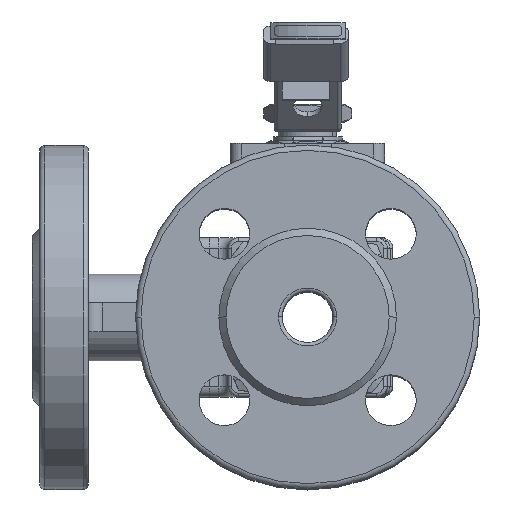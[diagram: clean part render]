
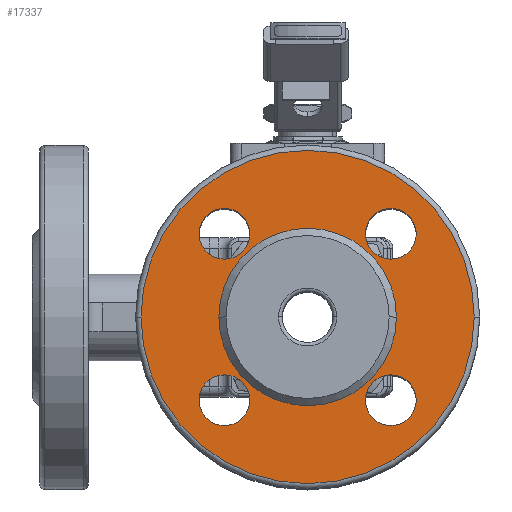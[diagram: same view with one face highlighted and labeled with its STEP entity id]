
A CAD part, top view. The second image highlights one B-rep face of the part: STEP entity #17337.
In plain terms, the highlighted face is planar.
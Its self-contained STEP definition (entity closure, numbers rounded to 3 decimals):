
#547=PLANE('',#19901);
#4465=CIRCLE('',#19830,46.);
#4480=CIRCLE('',#19857,7.);
#4482=CIRCLE('',#19860,7.);
#4484=CIRCLE('',#19863,7.);
#4486=CIRCLE('',#19866,7.);
#4505=CIRCLE('',#19902,24.5);
#4506=CIRCLE('',#19903,24.5);
#4507=CIRCLE('',#19904,7.);
#4508=CIRCLE('',#19905,7.);
#4509=CIRCLE('',#19906,7.);
#4510=CIRCLE('',#19907,7.);
#4511=CIRCLE('',#19908,46.);
#7722=ORIENTED_EDGE('',*,*,#11417,.T.);
#7723=ORIENTED_EDGE('',*,*,#11418,.T.);
#7724=ORIENTED_EDGE('',*,*,#11370,.T.);
#7725=ORIENTED_EDGE('',*,*,#11419,.T.);
#7726=ORIENTED_EDGE('',*,*,#11366,.T.);
#7727=ORIENTED_EDGE('',*,*,#11420,.T.);
#7728=ORIENTED_EDGE('',*,*,#11362,.T.);
#7729=ORIENTED_EDGE('',*,*,#11421,.T.);
#7730=ORIENTED_EDGE('',*,*,#11358,.T.);
#7731=ORIENTED_EDGE('',*,*,#11422,.T.);
#7732=ORIENTED_EDGE('',*,*,#11320,.T.);
#7733=ORIENTED_EDGE('',*,*,#11423,.T.);
#11320=EDGE_CURVE('',#13399,#13397,#4465,.T.);
#11358=EDGE_CURVE('',#13423,#13421,#4480,.T.);
#11362=EDGE_CURVE('',#13427,#13425,#4482,.T.);
#11366=EDGE_CURVE('',#13431,#13429,#4484,.T.);
#11370=EDGE_CURVE('',#13435,#13433,#4486,.T.);
#11417=EDGE_CURVE('',#13467,#13468,#4505,.T.);
#11418=EDGE_CURVE('',#13468,#13467,#4506,.T.);
#11419=EDGE_CURVE('',#13433,#13435,#4507,.T.);
#11420=EDGE_CURVE('',#13429,#13431,#4508,.T.);
#11421=EDGE_CURVE('',#13425,#13427,#4509,.T.);
#11422=EDGE_CURVE('',#13421,#13423,#4510,.T.);
#11423=EDGE_CURVE('',#13397,#13399,#4511,.T.);
#13397=VERTEX_POINT('',#33937);
#13399=VERTEX_POINT('',#33940);
#13421=VERTEX_POINT('',#34011);
#13423=VERTEX_POINT('',#34014);
#13425=VERTEX_POINT('',#34020);
#13427=VERTEX_POINT('',#34023);
#13429=VERTEX_POINT('',#34029);
#13431=VERTEX_POINT('',#34032);
#13433=VERTEX_POINT('',#34038);
#13435=VERTEX_POINT('',#34041);
#13467=VERTEX_POINT('',#34137);
#13468=VERTEX_POINT('',#34138);
#15195=EDGE_LOOP('',(#7722,#7723));
#15196=EDGE_LOOP('',(#7724,#7725));
#15197=EDGE_LOOP('',(#7726,#7727));
#15198=EDGE_LOOP('',(#7728,#7729));
#15199=EDGE_LOOP('',(#7730,#7731));
#15200=EDGE_LOOP('',(#7732,#7733));
#16287=FACE_BOUND('',#15195,.T.);
#16288=FACE_BOUND('',#15196,.T.);
#16289=FACE_BOUND('',#15197,.T.);
#16290=FACE_BOUND('',#15198,.T.);
#16291=FACE_BOUND('',#15199,.T.);
#16292=FACE_BOUND('',#15200,.T.);
#17337=ADVANCED_FACE('',(#16287,#16288,#16289,#16290,#16291,#16292),#547,
 .F.);
#19830=AXIS2_PLACEMENT_3D('',#33939,#22816,#22817);
#19857=AXIS2_PLACEMENT_3D('',#34013,#22893,#22894);
#19860=AXIS2_PLACEMENT_3D('',#34022,#22901,#22902);
#19863=AXIS2_PLACEMENT_3D('',#34031,#22909,#22910);
#19866=AXIS2_PLACEMENT_3D('',#34040,#22917,#22918);
#19901=AXIS2_PLACEMENT_3D('',#34135,#23015,#23016);
#19902=AXIS2_PLACEMENT_3D('',#34136,#23017,#23018);
#19903=AXIS2_PLACEMENT_3D('',#34139,#23019,#23020);
#19904=AXIS2_PLACEMENT_3D('',#34140,#23021,#23022);
#19905=AXIS2_PLACEMENT_3D('',#34141,#23023,#23024);
#19906=AXIS2_PLACEMENT_3D('',#34142,#23025,#23026);
#19907=AXIS2_PLACEMENT_3D('',#34143,#23027,#23028);
#19908=AXIS2_PLACEMENT_3D('',#34144,#23029,#23030);
#22816=DIRECTION('',(1.,0.,0.));
#22817=DIRECTION('',(0.,0.,1.));
#22893=DIRECTION('',(-1.,0.,0.));
#22894=DIRECTION('',(0.,0.,1.));
#22901=DIRECTION('',(-1.,0.,0.));
#22902=DIRECTION('',(0.,0.,1.));
#22909=DIRECTION('',(-1.,0.,0.));
#22910=DIRECTION('',(0.,0.,1.));
#22917=DIRECTION('',(-1.,0.,0.));
#22918=DIRECTION('',(0.,0.,1.));
#23015=DIRECTION('',(-1.,0.,0.));
#23016=DIRECTION('',(0.,0.,1.));
#23017=DIRECTION('',(-1.,0.,0.));
#23018=DIRECTION('',(0.,0.,1.));
#23019=DIRECTION('',(-1.,0.,0.));
#23020=DIRECTION('',(0.,0.,1.));
#23021=DIRECTION('',(-1.,0.,0.));
#23022=DIRECTION('',(0.,0.,1.));
#23023=DIRECTION('',(-1.,0.,0.));
#23024=DIRECTION('',(0.,0.,1.));
#23025=DIRECTION('',(-1.,0.,0.));
#23026=DIRECTION('',(0.,0.,1.));
#23027=DIRECTION('',(-1.,0.,0.));
#23028=DIRECTION('',(0.,0.,1.));
#23029=DIRECTION('',(1.,0.,0.));
#23030=DIRECTION('',(0.,0.,1.));
#33937=CARTESIAN_POINT('',(-2.,0.,-46.));
#33939=CARTESIAN_POINT('',(-2.,0.,0.));
#33940=CARTESIAN_POINT('',(-2.,0.,46.));
#34011=CARTESIAN_POINT('',(-2.,-22.981,-29.981));
#34013=CARTESIAN_POINT('',(-2.,-22.981,-22.981));
#34014=CARTESIAN_POINT('',(-2.,-22.981,-15.981));
#34020=CARTESIAN_POINT('',(-2.,-22.981,15.981));
#34022=CARTESIAN_POINT('',(-2.,-22.981,22.981));
#34023=CARTESIAN_POINT('',(-2.,-22.981,29.981));
#34029=CARTESIAN_POINT('',(-2.,22.981,15.981));
#34031=CARTESIAN_POINT('',(-2.,22.981,22.981));
#34032=CARTESIAN_POINT('',(-2.,22.981,29.981));
#34038=CARTESIAN_POINT('',(-2.,22.981,-29.981));
#34040=CARTESIAN_POINT('',(-2.,22.981,-22.981));
#34041=CARTESIAN_POINT('',(-2.,22.981,-15.981));
#34135=CARTESIAN_POINT('',(-2.,24.5,0.));
#34136=CARTESIAN_POINT('',(-2.,0.,0.));
#34137=CARTESIAN_POINT('',(-2.,0.,24.5));
#34138=CARTESIAN_POINT('',(-2.,0.,-24.5));
#34139=CARTESIAN_POINT('',(-2.,0.,0.));
#34140=CARTESIAN_POINT('',(-2.,22.981,-22.981));
#34141=CARTESIAN_POINT('',(-2.,22.981,22.981));
#34142=CARTESIAN_POINT('',(-2.,-22.981,22.981));
#34143=CARTESIAN_POINT('',(-2.,-22.981,-22.981));
#34144=CARTESIAN_POINT('',(-2.,0.,0.));
